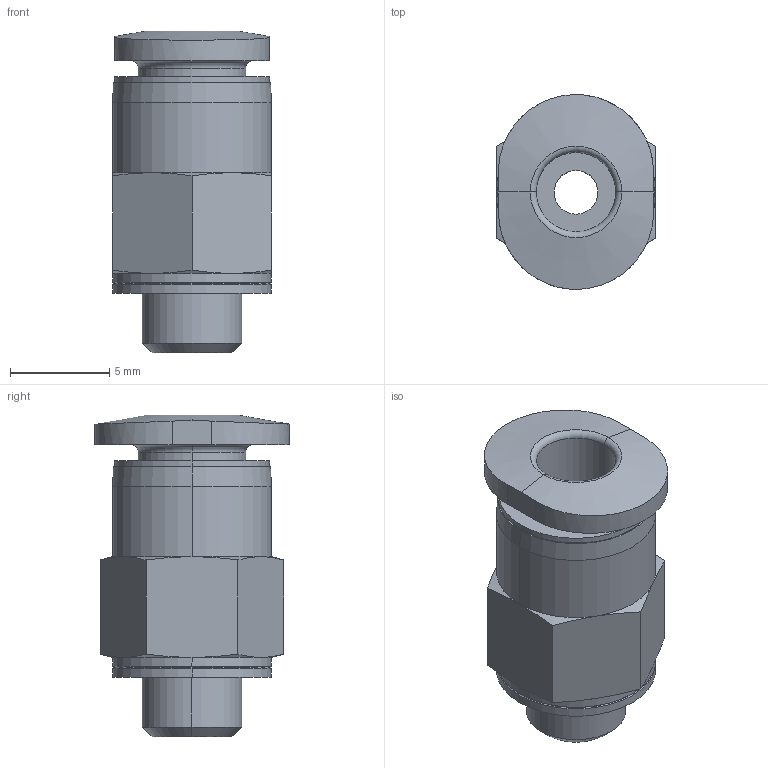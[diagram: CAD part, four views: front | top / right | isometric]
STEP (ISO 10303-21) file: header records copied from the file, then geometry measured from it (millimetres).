
FILE_DESCRIPTION (( 'STEP AP203' ), '1' );
FILE_NAME ('SE_01_2_0022.STEP', '2020-10-21T10:55:11', ( '' ), ( '' ), 'SwSTEP 2.0', 'SolidWorks 2017', '' );
FILE_SCHEMA (( 'CONFIG_CONTROL_DESIGN' ));
Length unit declared in the file: millimetre
Products named in the file (1): SE_01_2_0022
Bounding box: 8 x 9.8 x 16.2 mm (x, y, z)
Volume: 570.2 mm3; surface area: 728.9 mm2
Topology: 1 solids, 1 shells, 58 faces, 124 edges, 72 vertices
Faces by surface type: cone 22, cylinder 18, plane 14, torus 4
Entity records: 1727 total; most frequent: CARTESIAN_POINT 413, DIRECTION 268, ORIENTED_EDGE 248, EDGE_CURVE 124, AXIS2_PLACEMENT_3D 115, VERTEX_POINT 72, EDGE_LOOP 64, FACE_OUTER_BOUND 58
